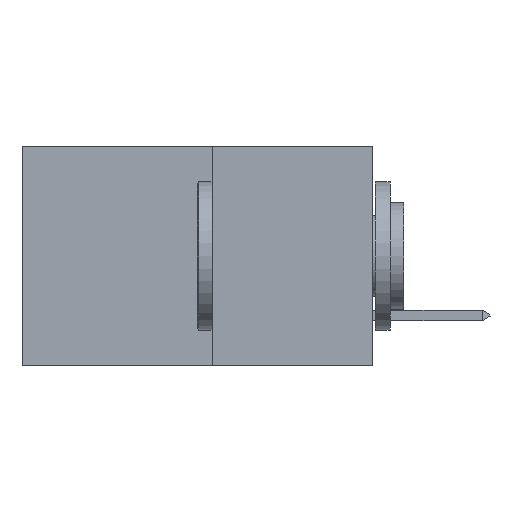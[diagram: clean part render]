
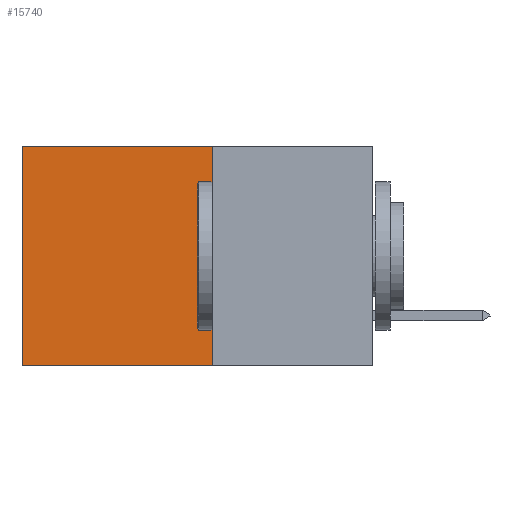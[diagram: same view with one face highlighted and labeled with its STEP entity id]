
A CAD part, left-side view. The second image highlights one B-rep face of the part: STEP entity #15740.
In plain terms, the highlighted planar face has unit normal (-1, 0, 0).
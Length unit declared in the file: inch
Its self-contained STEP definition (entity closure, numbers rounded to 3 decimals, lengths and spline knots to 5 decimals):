
#340 = LINE ( 'NONE', #2395, #4015 ) ;
#450 = VERTEX_POINT ( 'NONE', #15132 ) ;
#1206 = EDGE_CURVE ( 'NONE', #19480, #5561, #11942, .T. ) ;
#1830 = DIRECTION ( 'NONE',  ( 0., 0., -1. ) ) ;
#1916 = CARTESIAN_POINT ( 'NONE',  ( 0.277, 0.27, -0.37 ) ) ;
#2289 = ORIENTED_EDGE ( 'NONE', *, *, #11526, .F. ) ;
#2306 = ORIENTED_EDGE ( 'NONE', *, *, #15321, .F. ) ;
#2312 = LINE ( 'NONE', #14814, #5976 ) ;
#2395 = CARTESIAN_POINT ( 'NONE',  ( 0.277, 0.27, -0.37 ) ) ;
#2784 = VERTEX_POINT ( 'NONE', #1916 ) ;
#3586 = EDGE_CURVE ( 'NONE', #5561, #450, #18705, .T. ) ;
#3946 = DIRECTION ( 'NONE',  ( 0., 0., -1. ) ) ;
#4015 = VECTOR ( 'NONE', #3946, 39.37008 ) ;
#4263 = FACE_OUTER_BOUND ( 'NONE', #10261, .T. ) ;
#5561 = VERTEX_POINT ( 'NONE', #19407 ) ;
#5976 = VECTOR ( 'NONE', #14888, 39.37008 ) ;
#7407 = DIRECTION ( 'NONE',  ( 0., 1., 0. ) ) ;
#8045 = CARTESIAN_POINT ( 'NONE',  ( 0.277, 0.27, -0.37 ) ) ;
#9596 = PLANE ( 'NONE',  #19942 ) ;
#10261 = EDGE_LOOP ( 'NONE', ( #19741, #2289, #2306, #14805 ) ) ;
#11181 = DIRECTION ( 'NONE',  ( 1., 0., 0. ) ) ;
#11526 = EDGE_CURVE ( 'NONE', #2784, #450, #2312, .T. ) ;
#11536 = VECTOR ( 'NONE', #18998, 39.37008 ) ;
#11942 = LINE ( 'NONE', #12632, #19582 ) ;
#12632 = CARTESIAN_POINT ( 'NONE',  ( 0.277, 0.27, 0. ) ) ;
#14805 = ORIENTED_EDGE ( 'NONE', *, *, #1206, .T. ) ;
#14814 = CARTESIAN_POINT ( 'NONE',  ( 0.277, 0.27, -0.37 ) ) ;
#14888 = DIRECTION ( 'NONE',  ( 0., 1., 0. ) ) ;
#15132 = CARTESIAN_POINT ( 'NONE',  ( 0.277, 0.59, -0.37 ) ) ;
#15321 = EDGE_CURVE ( 'NONE', #19480, #2784, #340, .T. ) ;
#15740 = ADVANCED_FACE ( 'NONE', ( #4263 ), #9596, .F. ) ;
#18465 = CARTESIAN_POINT ( 'NONE',  ( 0.277, 0.27, 0. ) ) ;
#18705 = LINE ( 'NONE', #19114, #11536 ) ;
#18998 = DIRECTION ( 'NONE',  ( 0., 0., -1. ) ) ;
#19114 = CARTESIAN_POINT ( 'NONE',  ( 0.277, 0.59, -0.37 ) ) ;
#19407 = CARTESIAN_POINT ( 'NONE',  ( 0.277, 0.59, 0. ) ) ;
#19480 = VERTEX_POINT ( 'NONE', #18465 ) ;
#19582 = VECTOR ( 'NONE', #7407, 39.37008 ) ;
#19741 = ORIENTED_EDGE ( 'NONE', *, *, #3586, .T. ) ;
#19942 = AXIS2_PLACEMENT_3D ( 'NONE', #8045, #11181, #1830 ) ;
